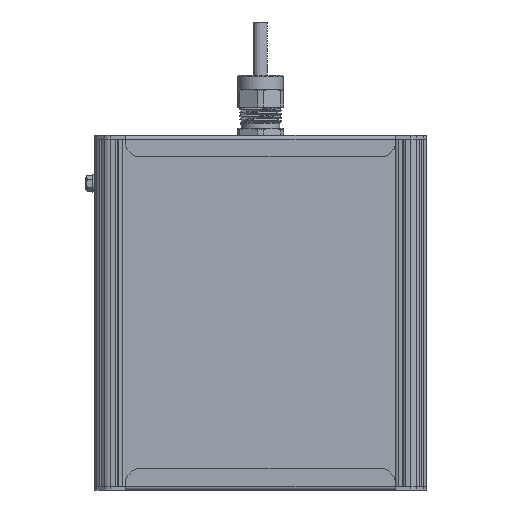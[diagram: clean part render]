
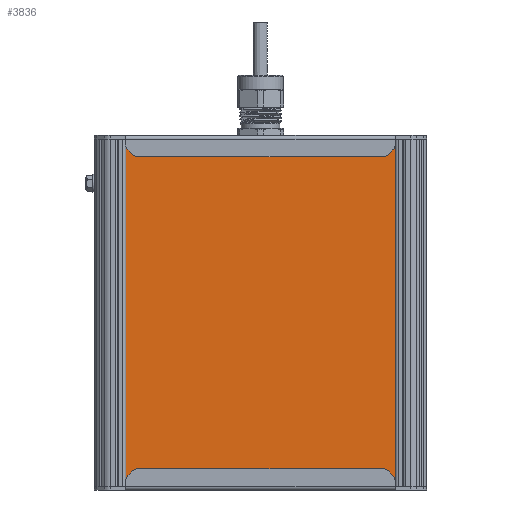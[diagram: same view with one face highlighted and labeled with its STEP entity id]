
A CAD part, front view. The second image highlights one B-rep face of the part: STEP entity #3836.
In plain terms, the highlighted face is planar.
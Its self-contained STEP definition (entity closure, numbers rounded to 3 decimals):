
#3836=ADVANCED_FACE('',(#8159),#8161,.T.);
#8159=FACE_BOUND('',#8160,.T.);
#8160=EDGE_LOOP('',(#40157,#40158,#40159,#40160));
#8161=PLANE('',#8162);
#8162=AXIS2_PLACEMENT_3D('',#8163,#8164,#8165);
#8163=CARTESIAN_POINT('',(2111.497,401.002,-34.582));
#8164=DIRECTION('',(0.,0.,-1.));
#8165=DIRECTION('',(0.,1.,0.));
#40157=ORIENTED_EDGE('',*,*,#46773,.T.);
#40158=ORIENTED_EDGE('',*,*,#46774,.F.);
#40159=ORIENTED_EDGE('',*,*,#46775,.F.);
#40160=ORIENTED_EDGE('',*,*,#46776,.T.);
#46773=EDGE_CURVE('',#51518,#51519,#51520,.T.);
#46774=EDGE_CURVE('',#51521,#51519,#51522,.T.);
#46775=EDGE_CURVE('',#51523,#51521,#51524,.T.);
#46776=EDGE_CURVE('',#51523,#51518,#51525,.T.);
#51518=VERTEX_POINT('',#61342);
#51519=VERTEX_POINT('',#61343);
#51520=LINE('',#61344,#61345);
#51521=VERTEX_POINT('',#61347);
#51522=LINE('',#61348,#61349);
#51523=VERTEX_POINT('',#61351);
#51524=LINE('',#61352,#61353);
#51525=LINE('',#61355,#61356);
#61342=CARTESIAN_POINT('',(2307.497,565.13,-34.582));
#61343=CARTESIAN_POINT('',(2307.497,401.002,-34.582));
#61344=CARTESIAN_POINT('',(2307.497,565.13,-34.582));
#61345=VECTOR('',#61346,1.);
#61346=DIRECTION('',(0.,-1.,0.));
#61347=CARTESIAN_POINT('',(2111.497,401.002,-34.582));
#61348=CARTESIAN_POINT('',(2111.497,401.002,-34.582));
#61349=VECTOR('',#61350,1.);
#61350=DIRECTION('',(1.,0.,0.));
#61351=CARTESIAN_POINT('',(2111.497,565.13,-34.582));
#61352=CARTESIAN_POINT('',(2111.497,565.13,-34.582));
#61353=VECTOR('',#61354,1.);
#61354=DIRECTION('',(0.,-1.,0.));
#61355=CARTESIAN_POINT('',(2111.497,565.13,-34.582));
#61356=VECTOR('',#61357,1.);
#61357=DIRECTION('',(1.,0.,0.));
